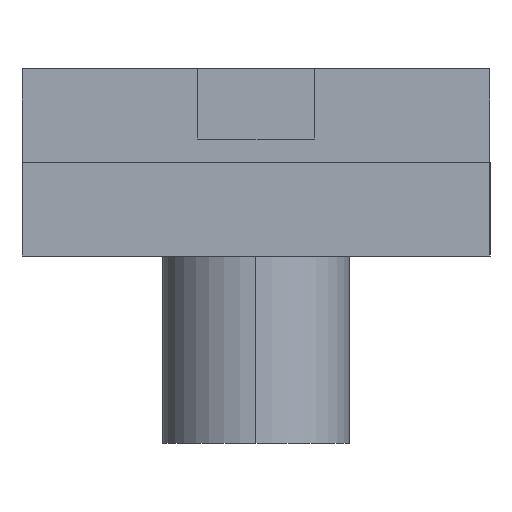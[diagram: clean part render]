
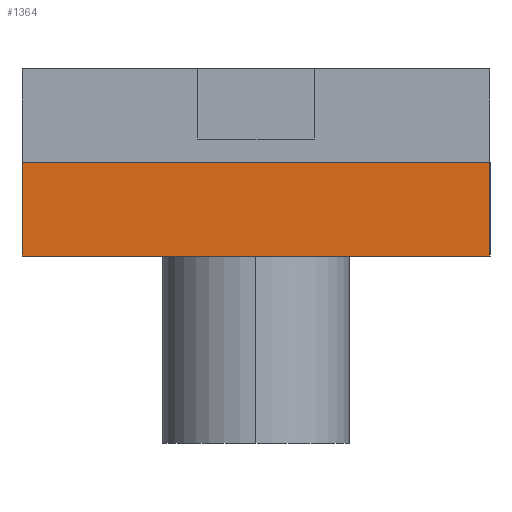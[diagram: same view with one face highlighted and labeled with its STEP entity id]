
A CAD part, left-side view. The second image highlights one B-rep face of the part: STEP entity #1364.
In plain terms, the highlighted planar face has unit normal (-1, 0, 0).
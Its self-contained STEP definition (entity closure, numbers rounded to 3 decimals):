
#97 = VERTEX_POINT ( 'NONE', #492 ) ;
#98 = EDGE_CURVE ( 'NONE', #119, #97, #491, .T. ) ;
#119 = VERTEX_POINT ( 'NONE', #1003 ) ;
#230 = VERTEX_POINT ( 'NONE', #703 ) ;
#232 = EDGE_CURVE ( 'NONE', #230, #119, #695, .T. ) ;
#246 = EDGE_CURVE ( 'NONE', #247, #97, #730, .T. ) ;
#247 = VERTEX_POINT ( 'NONE', #781 ) ;
#488 = DIRECTION ( 'NONE',  ( 0., 1., 0. ) ) ;
#489 = VECTOR ( 'NONE', #488, 1000. ) ;
#490 = CARTESIAN_POINT ( 'NONE',  ( -49., 20., 0. ) ) ;
#491 = LINE ( 'NONE', #490, #489 ) ;
#492 = CARTESIAN_POINT ( 'NONE',  ( -49., 20., 0. ) ) ;
#536 = DIRECTION ( 'NONE',  ( 0., 0., -1. ) ) ;
#692 = DIRECTION ( 'NONE',  ( 0., 0., -1. ) ) ;
#693 = VECTOR ( 'NONE', #692, 1000. ) ;
#694 = CARTESIAN_POINT ( 'NONE',  ( -49., 0., 4. ) ) ;
#695 = LINE ( 'NONE', #694, #693 ) ;
#703 = CARTESIAN_POINT ( 'NONE',  ( -49., 0., 4. ) ) ;
#728 = VECTOR ( 'NONE', #536, 1000. ) ;
#729 = CARTESIAN_POINT ( 'NONE',  ( -49., 20., 4. ) ) ;
#730 = LINE ( 'NONE', #729, #728 ) ;
#781 = CARTESIAN_POINT ( 'NONE',  ( -49., 20., 4. ) ) ;
#859 = DIRECTION ( 'NONE',  ( 0., 1., 0. ) ) ;
#860 = VECTOR ( 'NONE', #859, 1000. ) ;
#861 = CARTESIAN_POINT ( 'NONE',  ( -49., 20., 4. ) ) ;
#862 = LINE ( 'NONE', #861, #860 ) ;
#868 = DIRECTION ( 'NONE',  ( 0., 0., 1. ) ) ;
#869 = DIRECTION ( 'NONE',  ( -1., 0., 0. ) ) ;
#870 = CARTESIAN_POINT ( 'NONE',  ( -49., 20., 4. ) ) ;
#872 = AXIS2_PLACEMENT_3D ( 'NONE', #870, #869, #868 ) ;
#873 = PLANE ( 'NONE',  #872 ) ;
#874 = FACE_OUTER_BOUND ( 'NONE', #1358, .T. ) ;
#1003 = CARTESIAN_POINT ( 'NONE',  ( -49., 0., 0. ) ) ;
#1358 = EDGE_LOOP ( 'NONE', ( #1369, #1400, #1366, #1381 ) ) ;
#1364 = ADVANCED_FACE ( 'NONE', ( #874 ), #873, .T. ) ;
#1366 = ORIENTED_EDGE ( 'NONE', *, *, #1372, .T. ) ;
#1369 = ORIENTED_EDGE ( 'NONE', *, *, #98, .F. ) ;
#1372 = EDGE_CURVE ( 'NONE', #230, #247, #862, .T. ) ;
#1381 = ORIENTED_EDGE ( 'NONE', *, *, #246, .T. ) ;
#1400 = ORIENTED_EDGE ( 'NONE', *, *, #232, .F. ) ;
